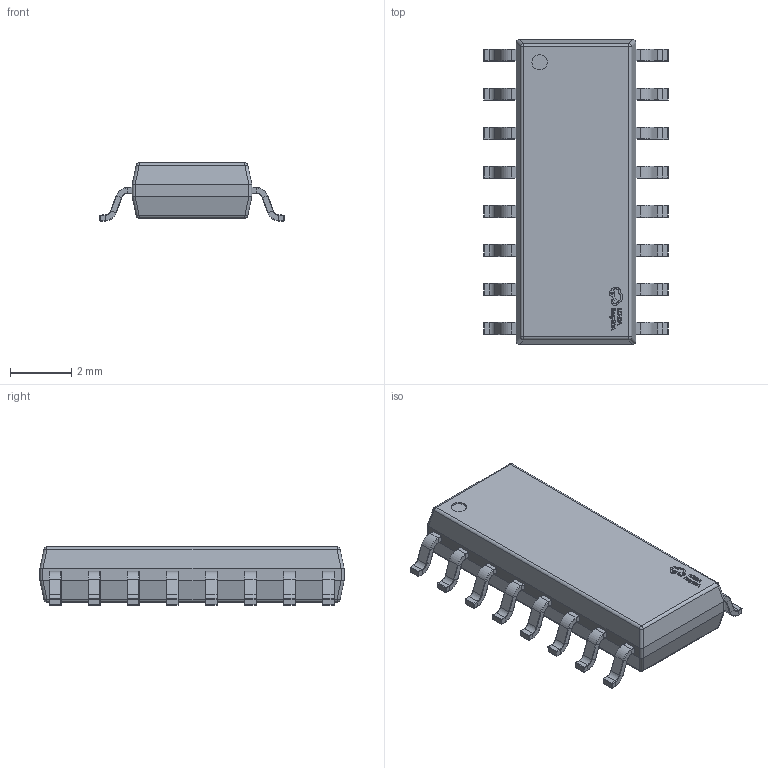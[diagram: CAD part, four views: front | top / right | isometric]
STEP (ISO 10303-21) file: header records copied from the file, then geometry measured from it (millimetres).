
FILE_DESCRIPTION(/* description */ ('Designed by EasyEDA Pro'),/* implementation_level */ '2;1');
FILE_NAME(/* name */ 'SOIC-16.step',/* time_stamp */ '2025-05-13T16:16:36+08:00',/* author */ (''),/* organization */ (''),/* preprocessor_version */ 'ST-DEVELOPER v20.1',/* originating_system */ 'Autodesk Translation Framework v14.4.0.0',/* authorisation */ '');
FILE_SCHEMA (('AUTOMOTIVE_DESIGN { 1 0 10303 214 3 1 1 }'));
Length unit declared in the file: millimetre
Products named in the file (4): EasyEDA PCB Model~CygF; Board~CygF; U1~SOIC-16_L9.9-W3.9-P1.27-LS6.0-BL~SOIC-16_L9.9-W3.9-H1.8-LS6.0-P1.2
7~CygF; SOIC-16_L9.9-W3.9-P1.27-LS6.0-BL~SOIC-16_L9.9-W3.9-H1.8-LS6.0-P1.27~C
ygF
Assembly tree (3 placements, depth 3):
  EasyEDA PCB Model~CygF
    Board~CygF
    U1~SOIC-16_L9.9-W3.9-P1.27-LS6.0-BL~SOIC-16_L9.9-W3.9-H1.8-LS6.0-P1.2
7~CygF
      SOIC-16_L9.9-W3.9-P1.27-LS6.0-BL~SOIC-16_L9.9-W3.9-H1.8-LS6.0-P1.27~C
ygF
Bounding box: 6.01 x 9.9 x 1.9 mm (x, y, z)
Volume: 68.5 mm3; surface area: 149.5 mm2
Topology: 30 solids, 30 shells, 1071 faces, 2342 edges, 1308 vertices
Faces by surface type: plane 432, cylinder 341, torus 128, bspline 98, sphere 72
Full cylindrical faces by diameter (mm): 0.5 x1
Entity records: 30183 total; most frequent: CARTESIAN_POINT 5728, DIRECTION 5096, ORIENTED_EDGE 4636, EDGE_CURVE 2318, AXIS2_PLACEMENT_3D 1904, VERTEX_POINT 1308, LINE 1288, VECTOR 1288
